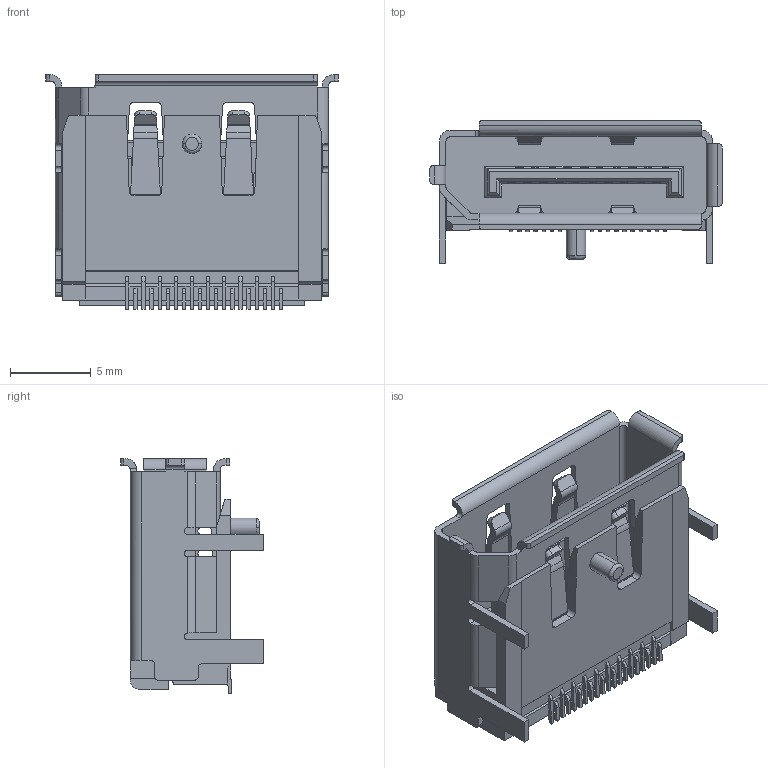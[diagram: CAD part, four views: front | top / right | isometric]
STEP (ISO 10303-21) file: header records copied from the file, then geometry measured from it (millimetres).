
FILE_DESCRIPTION (( 'STEP AP214' ), '1' );
FILE_NAME ('2498797-1.STEP', '2025-04-09T09:52:46', ( '' ), ( '' ), 'SwSTEP 2.0', 'SolidWorks 2023', '' );
FILE_SCHEMA (( 'AUTOMOTIVE_DESIGN' ));
Length unit declared in the file: millimetre
Products named in the file (1): 2498797-1
Bounding box: 18.09 x 8.83 x 14.53 mm (x, y, z)
Volume: 766.9 mm3; surface area: 1500.2 mm2
Topology: 1 solids, 1 shells, 639 faces, 1770 edges, 1107 vertices
Faces by surface type: plane 471, cylinder 139, bspline 29
Entity records: 28640 total; most frequent: CARTESIAN_POINT 5904, ORIENTED_EDGE 3540, DIRECTION 2813, EDGE_CURVE 1770, VECTOR 1419, LINE 1419, VERTEX_POINT 1107, AXIS2_PLACEMENT_3D 697
